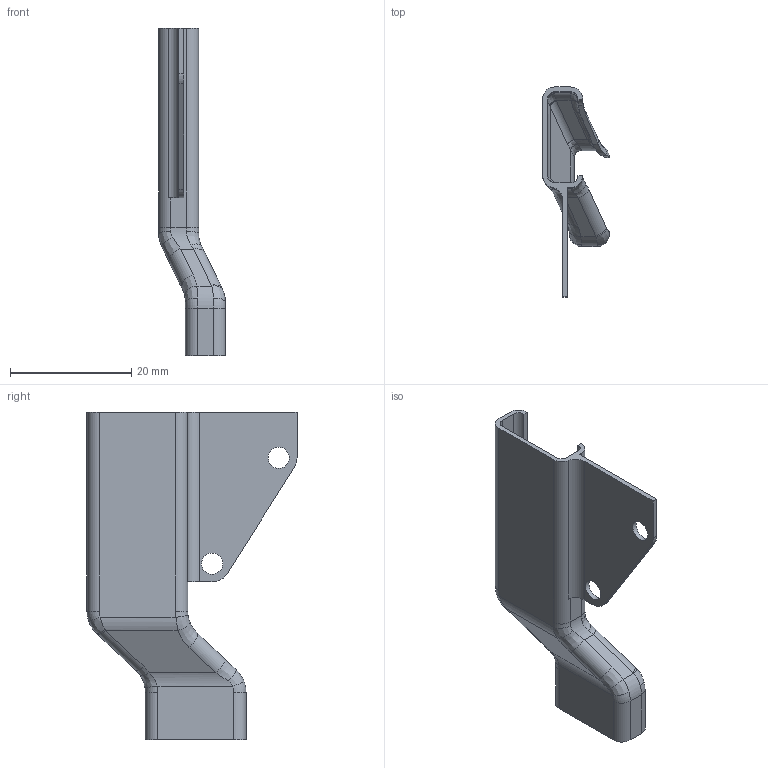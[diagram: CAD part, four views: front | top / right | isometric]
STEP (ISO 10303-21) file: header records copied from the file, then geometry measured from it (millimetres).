
FILE_DESCRIPTION(/* description */ (''),/* implementation_level */ '2;1');
FILE_NAME(/* name */ 'Wire Cover T0.step',/* time_stamp */ '2025-04-07T14:25:36-07:00',/* author */ (''),/* organization */ (''),/* preprocessor_version */ 'ST-DEVELOPER v20.1',/* originating_system */ 'Autodesk Translation Framework v14.4.0.0',/* authorisation */ '');
FILE_SCHEMA (('AUTOMOTIVE_DESIGN { 1 0 10303 214 3 1 1 }'));
Length unit declared in the file: millimetre
Products named in the file (4): Wire Covers; Left Tool; FanShroud Left; Component17
Assembly tree (3 placements, depth 4):
  Wire Covers
    Left Tool
      FanShroud Left
        Component17
Bounding box: 11 x 34.6 x 53.97 mm (x, y, z)
Volume: 1551.6 mm3; surface area: 3983.7 mm2
Topology: 1 solids, 1 shells, 134 faces, 326 edges, 194 vertices
Faces by surface type: cylinder 49, bspline 36, plane 33, torus 16
Full cylindrical faces by diameter (mm): 3.5 x2
Entity records: 4841 total; most frequent: CARTESIAN_POINT 1662, ORIENTED_EDGE 652, DIRECTION 631, EDGE_CURVE 326, AXIS2_PLACEMENT_3D 254, VERTEX_POINT 194, EDGE_LOOP 138, FACE_OUTER_BOUND 134
